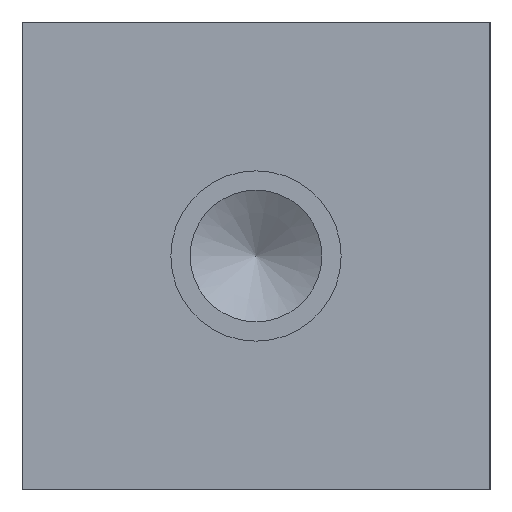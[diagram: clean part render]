
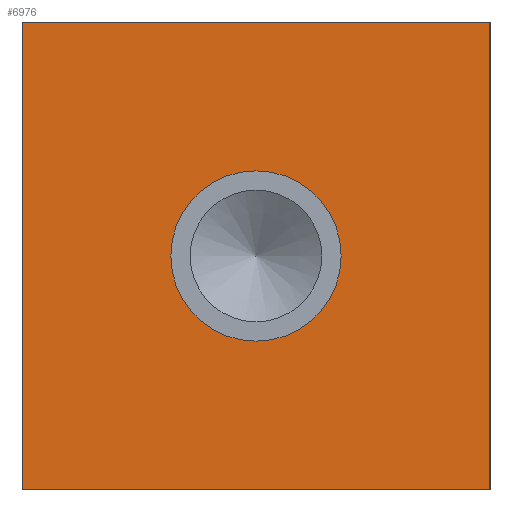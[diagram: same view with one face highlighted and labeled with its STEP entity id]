
A CAD part, left-side view. The second image highlights one B-rep face of the part: STEP entity #6976.
In plain terms, the highlighted planar face has unit normal (-1, 0, 0).
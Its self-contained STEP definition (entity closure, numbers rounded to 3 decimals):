
#134=CIRCLE('',#7321,6.934);
#135=CIRCLE('',#7322,6.934);
#182=FACE_BOUND('',#1154,.T.);
#399=PLANE('',#7324);
#753=FACE_OUTER_BOUND('',#1153,.T.);
#1153=EDGE_LOOP('',(#6188,#6189,#6190,#6191));
#1154=EDGE_LOOP('',(#6192,#6193));
#1409=LINE('',#10818,#2070);
#1823=LINE('',#11984,#2484);
#1824=LINE('',#11985,#2485);
#1825=LINE('',#11986,#2486);
#2070=VECTOR('',#7685,10.);
#2484=VECTOR('',#8643,10.);
#2485=VECTOR('',#8644,10.);
#2486=VECTOR('',#8645,10.);
#2992=VERTEX_POINT('',#10811);
#2995=VERTEX_POINT('',#10816);
#3344=VERTEX_POINT('',#11974);
#3345=VERTEX_POINT('',#11975);
#3346=VERTEX_POINT('',#11982);
#3347=VERTEX_POINT('',#11983);
#3785=EDGE_CURVE('',#2995,#2992,#1409,.T.);
#4297=EDGE_CURVE('',#3344,#3345,#134,.T.);
#4298=EDGE_CURVE('',#3345,#3344,#135,.T.);
#4301=EDGE_CURVE('',#3346,#3347,#1823,.T.);
#4302=EDGE_CURVE('',#3347,#2992,#1824,.T.);
#4303=EDGE_CURVE('',#3346,#2995,#1825,.T.);
#6188=ORIENTED_EDGE('',*,*,#4301,.T.);
#6189=ORIENTED_EDGE('',*,*,#4302,.T.);
#6190=ORIENTED_EDGE('',*,*,#3785,.F.);
#6191=ORIENTED_EDGE('',*,*,#4303,.F.);
#6192=ORIENTED_EDGE('',*,*,#4297,.T.);
#6193=ORIENTED_EDGE('',*,*,#4298,.T.);
#6976=ADVANCED_FACE('',(#753,#182),#399,.T.);
#7321=AXIS2_PLACEMENT_3D('',#11976,#8633,#8634);
#7322=AXIS2_PLACEMENT_3D('',#11977,#8635,#8636);
#7324=AXIS2_PLACEMENT_3D('',#11981,#8641,#8642);
#7685=DIRECTION('',(0.,-1.,0.));
#8633=DIRECTION('center_axis',(1.,0.,0.));
#8634=DIRECTION('ref_axis',(0.,1.,0.));
#8635=DIRECTION('center_axis',(1.,0.,0.));
#8636=DIRECTION('ref_axis',(0.,1.,0.));
#8641=DIRECTION('center_axis',(-1.,0.,0.));
#8642=DIRECTION('ref_axis',(0.,-1.,0.));
#8643=DIRECTION('',(0.,-1.,0.));
#8644=DIRECTION('',(0.,0.,1.));
#8645=DIRECTION('',(0.,0.,1.));
#10811=CARTESIAN_POINT('',(0.,0.,38.1));
#10816=CARTESIAN_POINT('',(0.,38.1,38.1));
#10818=CARTESIAN_POINT('',(0.,38.1,38.1));
#11974=CARTESIAN_POINT('',(0.,25.984,19.05));
#11975=CARTESIAN_POINT('',(0.,12.116,19.05));
#11976=CARTESIAN_POINT('Origin',(0.,19.05,19.05));
#11977=CARTESIAN_POINT('Origin',(0.,19.05,19.05));
#11981=CARTESIAN_POINT('Origin',(0.,38.1,0.));
#11982=CARTESIAN_POINT('',(0.,38.1,0.));
#11983=CARTESIAN_POINT('',(0.,0.,0.));
#11984=CARTESIAN_POINT('',(0.,38.1,0.));
#11985=CARTESIAN_POINT('',(0.,0.,0.));
#11986=CARTESIAN_POINT('',(0.,38.1,0.));
